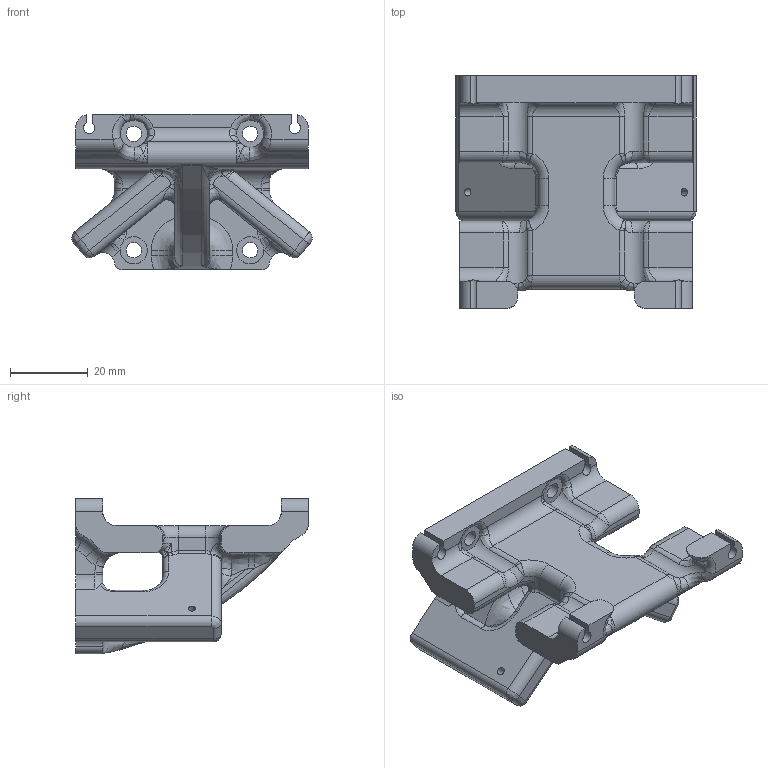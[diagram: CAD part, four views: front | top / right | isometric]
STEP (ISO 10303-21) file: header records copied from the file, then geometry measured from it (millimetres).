
FILE_DESCRIPTION(/* description */ ('STEP AP203'),/* implementation_level */ '2;1');
FILE_NAME(/* name */ '1-link-support.step',/* time_stamp */ '2025-05-03T11:55:30+02:00',/* author */ (''),/* organization */ (''),/* preprocessor_version */ 'ST-DEVELOPER v20.1',/* originating_system */ 'Autodesk Translation Framework v14.4.0.0',/* authorisation */ '');
FILE_SCHEMA (('AUTOMOTIVE_DESIGN { 1 0 10303 214 3 1 1 }'));
Length unit declared in the file: millimetre
Products named in the file (1): link-support
Bounding box: 61.89 x 60 x 40 mm (x, y, z)
Volume: 43726.5 mm3; surface area: 16557.8 mm2
Topology: 1 solids, 1 shells, 368 faces, 924 edges, 536 vertices
Faces by surface type: bspline 136, cylinder 121, plane 69, torus 36, sphere 6
Full cylindrical faces by diameter (mm): 2 x2, 4 x6, 7 x2
Entity records: 25294 total; most frequent: CARTESIAN_POINT 17323, ORIENTED_EDGE 1812, DIRECTION 1510, EDGE_CURVE 906, AXIS2_PLACEMENT_3D 621, VERTEX_POINT 536, EDGE_LOOP 382, FACE_OUTER_BOUND 368
